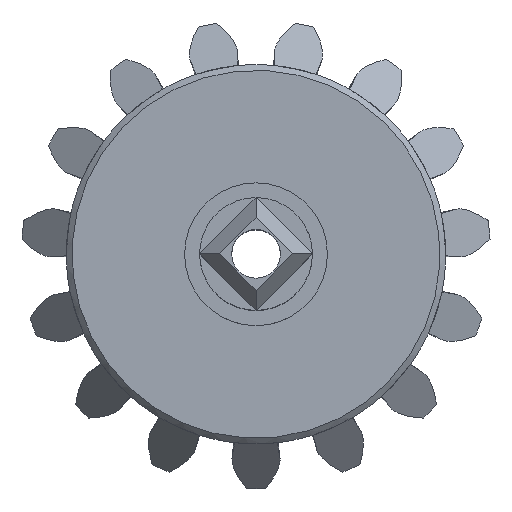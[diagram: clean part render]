
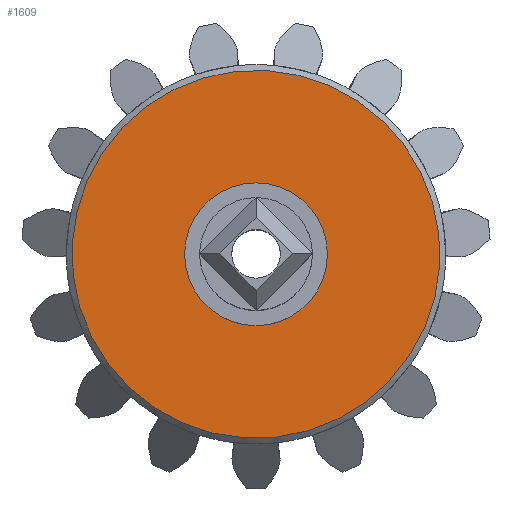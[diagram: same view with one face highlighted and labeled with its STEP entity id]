
A CAD part, top view. The second image highlights one B-rep face of the part: STEP entity #1609.
In plain terms, the highlighted planar face has unit normal (0, 0, 1).
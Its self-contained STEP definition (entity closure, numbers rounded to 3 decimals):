
#163=FACE_BOUND('',#318,.T.);
#168=PLANE('',#1742);
#203=FACE_OUTER_BOUND('',#317,.T.);
#317=EDGE_LOOP('',(#1085));
#318=EDGE_LOOP('',(#1086));
#607=CIRCLE('',#1743,12.881);
#608=CIRCLE('',#1744,5.);
#682=VERTEX_POINT('',#2368);
#683=VERTEX_POINT('',#2370);
#828=EDGE_CURVE('',#682,#682,#607,.T.);
#829=EDGE_CURVE('',#683,#683,#608,.T.);
#1085=ORIENTED_EDGE('',*,*,#828,.T.);
#1086=ORIENTED_EDGE('',*,*,#829,.F.);
#1609=ADVANCED_FACE('',(#203,#163),#168,.T.);
#1742=AXIS2_PLACEMENT_3D('',#2367,#1933,#1934);
#1743=AXIS2_PLACEMENT_3D('',#2369,#1935,#1936);
#1744=AXIS2_PLACEMENT_3D('',#2371,#1937,#1938);
#1933=DIRECTION('center_axis',(0.,0.,
1.));
#1934=DIRECTION('ref_axis',(-1.,0.,0.));
#1935=DIRECTION('center_axis',(0.,0.,
1.));
#1936=DIRECTION('ref_axis',(1.,0.,0.));
#1937=DIRECTION('center_axis',(0.,0.,
1.));
#1938=DIRECTION('ref_axis',(1.,0.,0.));
#2367=CARTESIAN_POINT('Origin',(-0.002,-99.999,
0.797));
#2368=CARTESIAN_POINT('',(-1.454,-87.2,0.797));
#2369=CARTESIAN_POINT('Origin',(-0.002,-99.999,
0.797));
#2370=CARTESIAN_POINT('',(-5.,-100.,0.797));
#2371=CARTESIAN_POINT('Origin',(0.,-100.,0.797));
